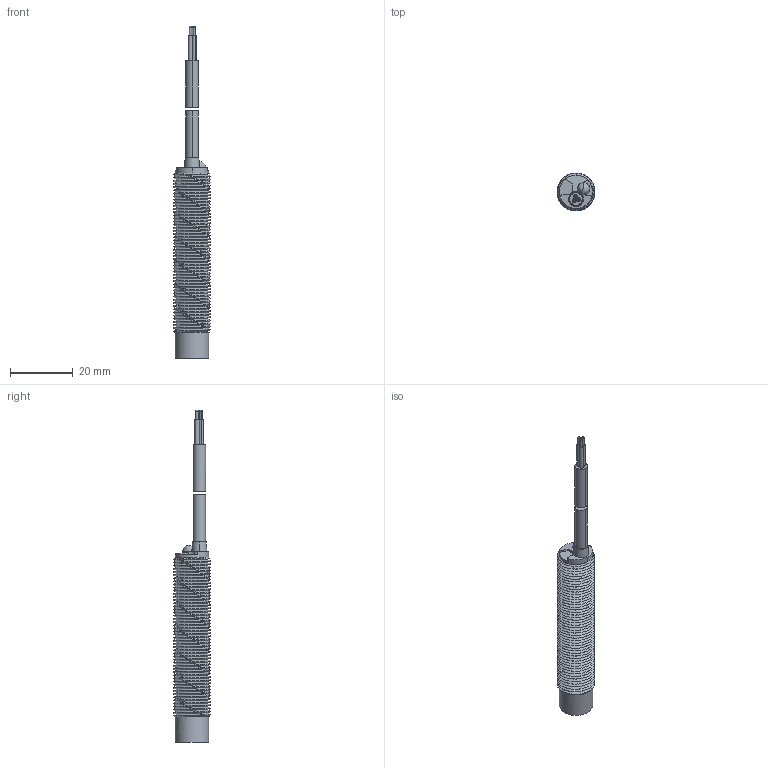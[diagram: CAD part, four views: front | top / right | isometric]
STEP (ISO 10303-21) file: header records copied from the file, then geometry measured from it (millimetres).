
FILE_DESCRIPTION( ('This file contains a STEP AP42 implementation' ,'as created by ZW3D STEP Interface translator.') ,'2;1' );
FILE_NAME( 'FCS2-1202X-X3LX.stp' ,'20 6 3.16 816', (''), ('ZWCAD Software Co.'), 'Version 1.0', 'ZW3D to STEP translator', '' );
FILE_SCHEMA(('AUTOMOTIVE_DESIGN'));
Length unit declared in the file: millimetre
Products named in the file (2): 0; FCS1-1202X-X3LX
Bounding box: 12 x 12 x 106 mm (x, y, z)
Volume: 6297 mm3; surface area: 4838 mm2
Topology: 2 solids, 2 shells, 192 faces, 528 edges, 340 vertices
Faces by surface type: bspline 192
Entity records: 16551 total; most frequent: CARTESIAN_POINT 13333, ORIENTED_EDGE 1044, EDGE_CURVE 522, B_SPLINE_CURVE_WITH_KNOTS 437, VERTEX_POINT 340, EDGE_LOOP 200, FACE_OUTER_BOUND 192, ADVANCED_FACE 192
